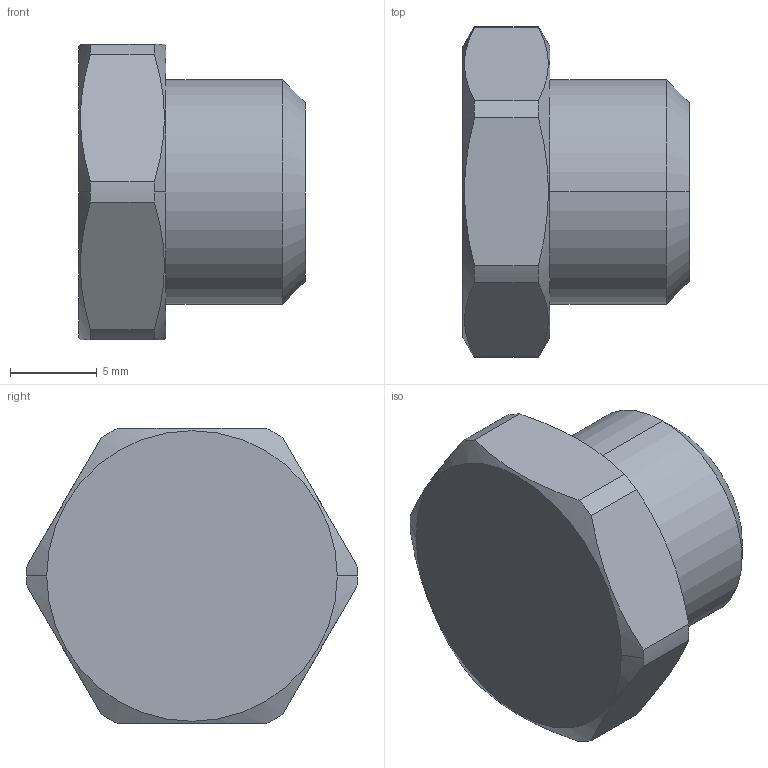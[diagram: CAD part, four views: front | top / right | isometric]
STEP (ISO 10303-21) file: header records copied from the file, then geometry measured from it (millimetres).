
FILE_DESCRIPTION(/* description */ ('VariCAD 2016-1.06 AP-214'),/* implementation_level */ '2;1');
FILE_NAME(/* name */ 'vs_14_a_msv.stp',/* time_stamp */ '2016-06-16T12:43:18+02:00',/* author */ (''),/* organization */ (''),/* preprocessor_version */ 'ST-DEVELOPER v14',/* originating_system */ 'VariCAD 2016-1.06; kernel version (20130303)',/* authorisation */ '');
FILE_SCHEMA (('AUTOMOTIVE_DESIGN'));
Length unit declared in the file: millimetre
Products named in the file (2): vs_14_a_msv; VS 14 A MSV
Assembly tree (1 placements, depth 2):
  vs_14_a_msv
    VS 14 A MSV
Bounding box: 13 x 19 x 17 mm (x, y, z)
Volume: 1621.1 mm3; surface area: 1340.7 mm2
Topology: 1 solids, 1 shells, 28 faces, 68 edges, 44 vertices
Faces by surface type: cylinder 10, plane 10, cone 8
Entity records: 934 total; most frequent: CARTESIAN_POINT 216, DIRECTION 152, ORIENTED_EDGE 136, EDGE_CURVE 68, AXIS2_PLACEMENT_3D 64, VERTEX_POINT 44, CIRCLE 32, EDGE_LOOP 30
